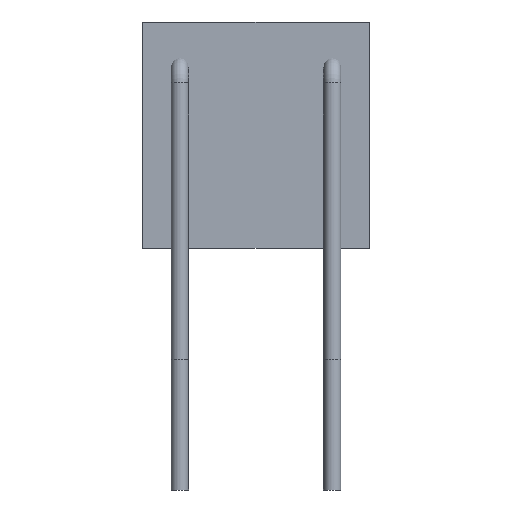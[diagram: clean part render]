
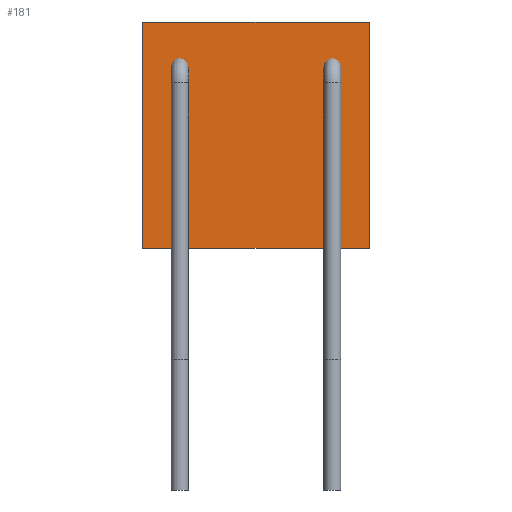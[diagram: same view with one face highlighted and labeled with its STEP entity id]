
A CAD part, front view. The second image highlights one B-rep face of the part: STEP entity #181.
In plain terms, the highlighted planar face has unit normal (0, -1, 0).
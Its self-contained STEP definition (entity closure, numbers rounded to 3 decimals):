
#35=DIRECTION('',(1.,0.,0.));
#98=VERTEX_POINT('',#99);
#99=CARTESIAN_POINT('',(-0.85,0.2,7.75));
#110=VECTOR('',#35,1.);
#113=VERTEX_POINT('',#114);
#114=CARTESIAN_POINT('',(4.35,0.2,7.75));
#117=EDGE_CURVE('',#98,#113,#118,.T.);
#118=LINE('',#99,#110);
#131=VECTOR('',#132,1.);
#132=DIRECTION('',(0.,0.,-1.));
#135=VERTEX_POINT('',#136);
#136=CARTESIAN_POINT('',(4.35,0.2,2.55));
#139=EDGE_CURVE('',#113,#135,#140,.T.);
#140=LINE('',#114,#131);
#153=VECTOR('',#154,1.);
#154=DIRECTION('',(-1.,0.,0.));
#157=VERTEX_POINT('',#158);
#158=CARTESIAN_POINT('',(-0.85,0.2,2.55));
#161=EDGE_CURVE('',#135,#157,#162,.T.);
#162=LINE('',#136,#153);
#173=VECTOR('',#174,1.);
#174=DIRECTION('',(0.,0.,1.));
#177=EDGE_CURVE('',#157,#98,#178,.T.);
#178=LINE('',#158,#173);
#181=ADVANCED_FACE('',(#182),#188,.T.);
#182=FACE_BOUND('',#183,.F.);
#183=EDGE_LOOP('',(#184,#185,#186,#187));
#184=ORIENTED_EDGE('',*,*,#117,.T.);
#185=ORIENTED_EDGE('',*,*,#139,.T.);
#186=ORIENTED_EDGE('',*,*,#161,.T.);
#187=ORIENTED_EDGE('',*,*,#177,.T.);
#188=PLANE('',#189);
#189=AXIS2_PLACEMENT_3D('',#99,#190,#191);
#190=DIRECTION('',(0.,-1.,0.));
#191=DIRECTION('',(0.,0.,-1.));
